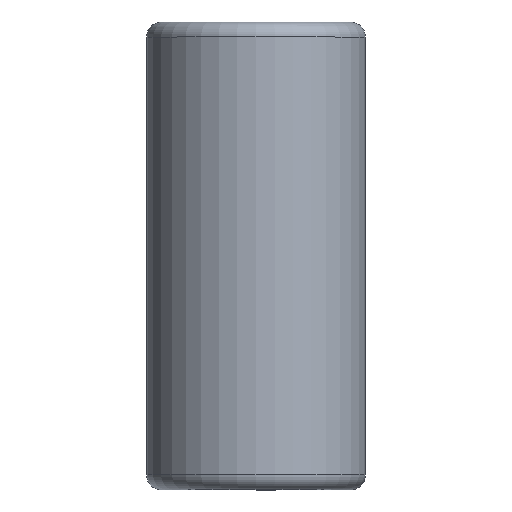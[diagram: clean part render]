
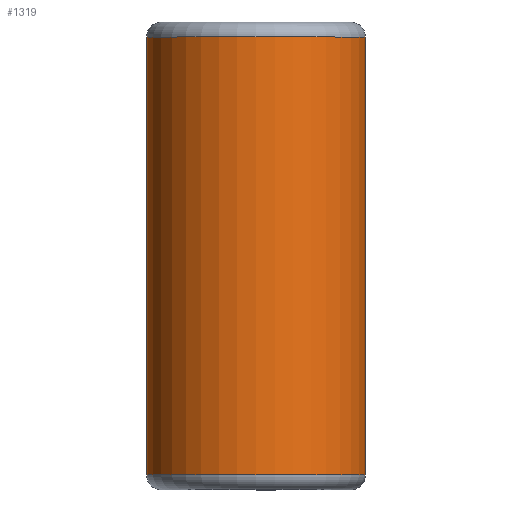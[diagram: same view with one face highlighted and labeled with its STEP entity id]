
A CAD part, top view. The second image highlights one B-rep face of the part: STEP entity #1319.
In plain terms, the highlighted cylindrical face has radius 5.575 mm (diameter 11.151 mm), a partial arc.
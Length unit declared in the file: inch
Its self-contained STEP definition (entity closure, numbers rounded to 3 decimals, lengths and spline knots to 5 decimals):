
#5 = AXIS2_PLACEMENT_3D ( 'NONE', #1223, #1572, #821 ) ;
#49 = CARTESIAN_POINT ( 'NONE',  ( 0., 0.43875, -0.2195 ) ) ;
#111 = DIRECTION ( 'NONE',  ( 0., -1., 0. ) ) ;
#277 = ORIENTED_EDGE ( 'NONE', *, *, #1979, .F. ) ;
#290 = CARTESIAN_POINT ( 'NONE',  ( 0.2195, 0.43875, 0. ) ) ;
#296 = CARTESIAN_POINT ( 'NONE',  ( 0.2195, -0.43875, 0. ) ) ;
#442 = CARTESIAN_POINT ( 'NONE',  ( 0., -0.43875, -0.2195 ) ) ;
#448 = VECTOR ( 'NONE', #1936, 39.37008 ) ;
#453 = VERTEX_POINT ( 'NONE', #1170 ) ;
#511 = AXIS2_PLACEMENT_3D ( 'NONE', #1020, #2371, #1211 ) ;
#642 = ORIENTED_EDGE ( 'NONE', *, *, #2107, .T. ) ;
#821 = DIRECTION ( 'NONE',  ( 0., 0., -1. ) ) ;
#846 = DIRECTION ( 'NONE',  ( 0., 1., 0. ) ) ;
#1020 = CARTESIAN_POINT ( 'NONE',  ( 0., -0.43875, 0. ) ) ;
#1079 = ORIENTED_EDGE ( 'NONE', *, *, #2081, .F. ) ;
#1128 = CIRCLE ( 'NONE', #511, 0.2195 ) ;
#1170 = CARTESIAN_POINT ( 'NONE',  ( 0.2195, 0.43875, 0. ) ) ;
#1192 = CARTESIAN_POINT ( 'NONE',  ( 0., 0.43875, 0. ) ) ;
#1211 = DIRECTION ( 'NONE',  ( 0., 0., -1. ) ) ;
#1223 = CARTESIAN_POINT ( 'NONE',  ( 0., 0.4375, 0. ) ) ;
#1286 = EDGE_LOOP ( 'NONE', ( #1949, #642, #277, #1079 ) ) ;
#1319 = ADVANCED_FACE ( 'NONE', ( #1960 ), #1896, .T. ) ;
#1367 = AXIS2_PLACEMENT_3D ( 'NONE', #1192, #111, #2418 ) ;
#1560 = VECTOR ( 'NONE', #846, 39.37008 ) ;
#1572 = DIRECTION ( 'NONE',  ( 0., -1., 0. ) ) ;
#1580 = VERTEX_POINT ( 'NONE', #442 ) ;
#1625 = LINE ( 'NONE', #290, #1560 ) ;
#1692 = VERTEX_POINT ( 'NONE', #296 ) ;
#1893 = CARTESIAN_POINT ( 'NONE',  ( 0., 0.43875, -0.2195 ) ) ;
#1896 = CYLINDRICAL_SURFACE ( 'NONE', #5, 0.2195 ) ;
#1936 = DIRECTION ( 'NONE',  ( 0., 1., 0. ) ) ;
#1946 = LINE ( 'NONE', #49, #448 ) ;
#1949 = ORIENTED_EDGE ( 'NONE', *, *, #2093, .T. ) ;
#1960 = FACE_OUTER_BOUND ( 'NONE', #1286, .T. ) ;
#1979 = EDGE_CURVE ( 'NONE', #1580, #2216, #1946, .T. ) ;
#2081 = EDGE_CURVE ( 'NONE', #1692, #1580, #1128, .T. ) ;
#2093 = EDGE_CURVE ( 'NONE', #1692, #453, #1625, .T. ) ;
#2107 = EDGE_CURVE ( 'NONE', #453, #2216, #2377, .T. ) ;
#2216 = VERTEX_POINT ( 'NONE', #1893 ) ;
#2371 = DIRECTION ( 'NONE',  ( 0., -1., 0. ) ) ;
#2377 = CIRCLE ( 'NONE', #1367, 0.2195 ) ;
#2418 = DIRECTION ( 'NONE',  ( 0., 0., -1. ) ) ;
